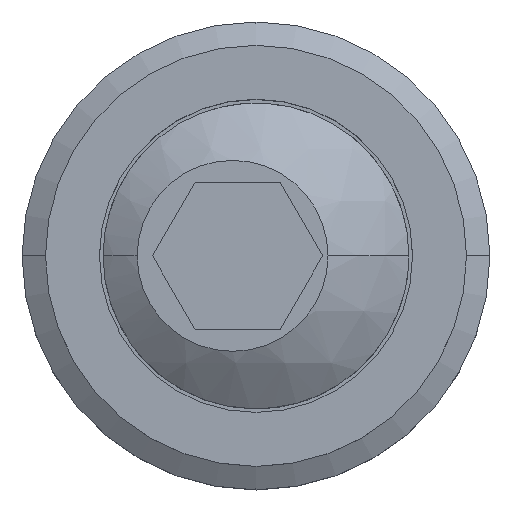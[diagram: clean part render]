
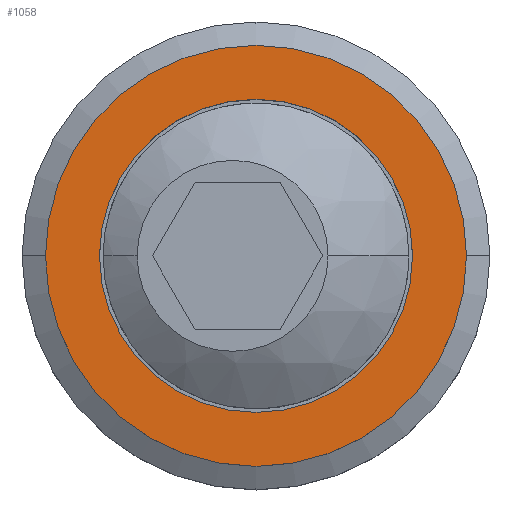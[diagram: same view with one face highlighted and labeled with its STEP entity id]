
A CAD part, top view. The second image highlights one B-rep face of the part: STEP entity #1058.
In plain terms, the highlighted planar face has unit normal (0, 0, 1).
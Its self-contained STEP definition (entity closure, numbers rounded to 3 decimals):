
#8 = CARTESIAN_POINT ( 'NONE',  ( 0., 0., 9.652 ) ) ;
#149 = CIRCLE ( 'NONE', #525, 11.43 ) ;
#168 = VERTEX_POINT ( 'NONE', #1108 ) ;
#172 = AXIS2_PLACEMENT_3D ( 'NONE', #819, #260, #1171 ) ;
#260 = DIRECTION ( 'NONE',  ( 0., 0., 1. ) ) ;
#277 = ORIENTED_EDGE ( 'NONE', *, *, #697, .F. ) ;
#287 = CIRCLE ( 'NONE', #356, 8.5 ) ;
#341 = EDGE_LOOP ( 'NONE', ( #659, #277 ) ) ;
#356 = AXIS2_PLACEMENT_3D ( 'NONE', #549, #1114, #465 ) ;
#429 = CARTESIAN_POINT ( 'NONE',  ( -11.567, -11.566, 9.652 ) ) ;
#444 = DIRECTION ( 'NONE',  ( 0., 0., 1. ) ) ;
#465 = DIRECTION ( 'NONE',  ( 1., 0., 0. ) ) ;
#491 = ORIENTED_EDGE ( 'NONE', *, *, #1290, .T. ) ;
#508 = DIRECTION ( 'NONE',  ( 1., 0., 0. ) ) ;
#525 = AXIS2_PLACEMENT_3D ( 'NONE', #803, #1025, #1405 ) ;
#547 = VERTEX_POINT ( 'NONE', #1083 ) ;
#549 = CARTESIAN_POINT ( 'NONE',  ( 0., 0., 9.652 ) ) ;
#613 = VERTEX_POINT ( 'NONE', #861 ) ;
#647 = FACE_BOUND ( 'NONE', #341, .T. ) ;
#653 = DIRECTION ( 'NONE',  ( 1., 0., 0. ) ) ;
#659 = ORIENTED_EDGE ( 'NONE', *, *, #706, .F. ) ;
#697 = EDGE_CURVE ( 'NONE', #613, #547, #992, .T. ) ;
#706 = EDGE_CURVE ( 'NONE', #547, #613, #287, .T. ) ;
#803 = CARTESIAN_POINT ( 'NONE',  ( 0., 0., 9.652 ) ) ;
#819 = CARTESIAN_POINT ( 'NONE',  ( 0., 0., 9.652 ) ) ;
#834 = EDGE_LOOP ( 'NONE', ( #491, #1065 ) ) ;
#861 = CARTESIAN_POINT ( 'NONE',  ( -8.5, 0., 9.652 ) ) ;
#875 = AXIS2_PLACEMENT_3D ( 'NONE', #429, #963, #508 ) ;
#946 = CARTESIAN_POINT ( 'NONE',  ( 11.43, 0., 9.652 ) ) ;
#963 = DIRECTION ( 'NONE',  ( 0., 0., 1. ) ) ;
#971 = FACE_OUTER_BOUND ( 'NONE', #834, .T. ) ;
#992 = CIRCLE ( 'NONE', #1235, 8.5 ) ;
#1003 = EDGE_CURVE ( 'NONE', #168, #1288, #1014, .T. ) ;
#1014 = CIRCLE ( 'NONE', #172, 11.43 ) ;
#1025 = DIRECTION ( 'NONE',  ( 0., 0., 1. ) ) ;
#1058 = ADVANCED_FACE ( 'NONE', ( #971, #647 ), #1313, .T. ) ;
#1065 = ORIENTED_EDGE ( 'NONE', *, *, #1003, .T. ) ;
#1083 = CARTESIAN_POINT ( 'NONE',  ( 8.5, 0., 9.652 ) ) ;
#1108 = CARTESIAN_POINT ( 'NONE',  ( -11.43, 0., 9.652 ) ) ;
#1114 = DIRECTION ( 'NONE',  ( 0., 0., 1. ) ) ;
#1171 = DIRECTION ( 'NONE',  ( 1., 0., 0. ) ) ;
#1235 = AXIS2_PLACEMENT_3D ( 'NONE', #8, #444, #653 ) ;
#1288 = VERTEX_POINT ( 'NONE', #946 ) ;
#1290 = EDGE_CURVE ( 'NONE', #1288, #168, #149, .T. ) ;
#1313 = PLANE ( 'NONE',  #875 ) ;
#1405 = DIRECTION ( 'NONE',  ( 1., 0., 0. ) ) ;
